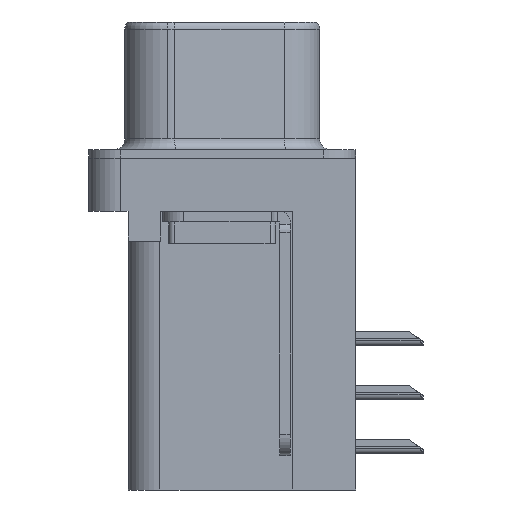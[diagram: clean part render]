
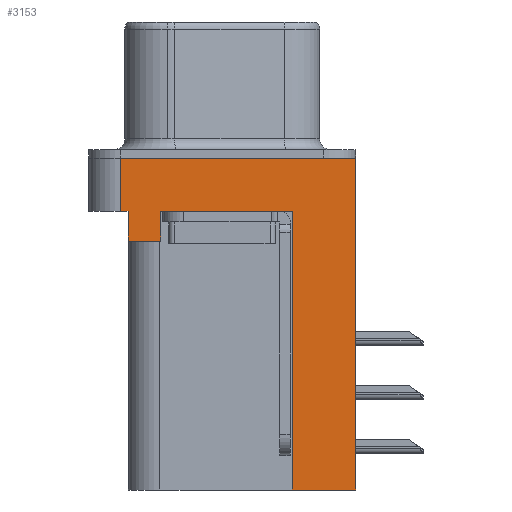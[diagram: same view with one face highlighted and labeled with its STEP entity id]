
A CAD part, left-side view. The second image highlights one B-rep face of the part: STEP entity #3153.
In plain terms, the highlighted planar face has unit normal (-1, 0, 0).
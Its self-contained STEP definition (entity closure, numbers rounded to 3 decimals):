
#259 = ORIENTED_EDGE ( 'NONE', *, *, #1066, .F. ) ;
#584 = VECTOR ( 'NONE', #31057, 1000. ) ;
#743 = FACE_OUTER_BOUND ( 'NONE', #13458, .T. ) ;
#1066 = EDGE_CURVE ( 'NONE', #24800, #30103, #21909, .T. ) ;
#1787 = DIRECTION ( 'NONE',  ( 0., -1., 0. ) ) ;
#1847 = EDGE_CURVE ( 'NONE', #10683, #29615, #31433, .T. ) ;
#2695 = CARTESIAN_POINT ( 'NONE',  ( -2.91, -6.275, -2.5 ) ) ;
#3153 = ADVANCED_FACE ( 'NONE', ( #743 ), #11560, .T. ) ;
#3176 = CARTESIAN_POINT ( 'NONE',  ( -2.91, -6.275, -2.5 ) ) ;
#3310 = CARTESIAN_POINT ( 'NONE',  ( -2.91, 4.425, -3.9 ) ) ;
#3528 = EDGE_CURVE ( 'NONE', #12555, #26006, #10318, .T. ) ;
#3678 = LINE ( 'NONE', #23230, #584 ) ;
#5172 = CARTESIAN_POINT ( 'NONE',  ( -2.91, -6.275, 0. ) ) ;
#5539 = DIRECTION ( 'NONE',  ( 0., 0., 1. ) ) ;
#5614 = EDGE_CURVE ( 'NONE', #28903, #8970, #3678, .T. ) ;
#6060 = EDGE_CURVE ( 'NONE', #24800, #28903, #15542, .T. ) ;
#6272 = CARTESIAN_POINT ( 'NONE',  ( -2.91, 4.425, -3.9 ) ) ;
#6386 = CARTESIAN_POINT ( 'NONE',  ( -2.91, -6.275, -15.6 ) ) ;
#6886 = VECTOR ( 'NONE', #17809, 1000. ) ;
#8970 = VERTEX_POINT ( 'NONE', #10773 ) ;
#9688 = CARTESIAN_POINT ( 'NONE',  ( -2.91, 2.895, -3.9 ) ) ;
#10318 = LINE ( 'NONE', #5172, #30619 ) ;
#10683 = VERTEX_POINT ( 'NONE', #6386 ) ;
#10773 = CARTESIAN_POINT ( 'NONE',  ( -2.91, -3.295, -2.5 ) ) ;
#11469 = DIRECTION ( 'NONE',  ( 0., 0., 1. ) ) ;
#11544 = DIRECTION ( 'NONE',  ( 0., 0., 1. ) ) ;
#11560 = PLANE ( 'NONE',  #29562 ) ;
#12555 = VERTEX_POINT ( 'NONE', #13072 ) ;
#13072 = CARTESIAN_POINT ( 'NONE',  ( -2.91, 4.775, 0. ) ) ;
#13458 = EDGE_LOOP ( 'NONE', ( #28793, #15617, #14349, #26392, #259, #13639, #21731, #18448, #23550, #34732 ) ) ;
#13639 = ORIENTED_EDGE ( 'NONE', *, *, #6060, .T. ) ;
#14349 = ORIENTED_EDGE ( 'NONE', *, *, #24757, .T. ) ;
#14377 = DIRECTION ( 'NONE',  ( 0., 0., 1. ) ) ;
#14460 = CARTESIAN_POINT ( 'NONE',  ( -2.91, 4.425, -2.5 ) ) ;
#14489 = CARTESIAN_POINT ( 'NONE',  ( -2.91, -6.275, -2.5 ) ) ;
#14672 = LINE ( 'NONE', #14489, #18066 ) ;
#14965 = CARTESIAN_POINT ( 'NONE',  ( -2.91, 2.895, -2.5 ) ) ;
#15330 = CARTESIAN_POINT ( 'NONE',  ( -2.91, 4.775, -2.5 ) ) ;
#15413 = CARTESIAN_POINT ( 'NONE',  ( -2.91, -3.295, -15.6 ) ) ;
#15542 = LINE ( 'NONE', #18216, #28424 ) ;
#15617 = ORIENTED_EDGE ( 'NONE', *, *, #29928, .F. ) ;
#15664 = CARTESIAN_POINT ( 'NONE',  ( -2.91, 4.425, -3.9 ) ) ;
#15951 = VECTOR ( 'NONE', #14377, 1000. ) ;
#17809 = DIRECTION ( 'NONE',  ( 0., 0., 1. ) ) ;
#17974 = CARTESIAN_POINT ( 'NONE',  ( -2.91, 4.775, -2.5 ) ) ;
#18066 = VECTOR ( 'NONE', #22506, 1000. ) ;
#18216 = CARTESIAN_POINT ( 'NONE',  ( -2.91, 2.895, -3.9 ) ) ;
#18448 = ORIENTED_EDGE ( 'NONE', *, *, #30275, .F. ) ;
#20750 = DIRECTION ( 'NONE',  ( 0., 1., 0. ) ) ;
#21731 = ORIENTED_EDGE ( 'NONE', *, *, #5614, .T. ) ;
#21873 = CARTESIAN_POINT ( 'NONE',  ( -2.91, -3.295, -15.6 ) ) ;
#21884 = VECTOR ( 'NONE', #11469, 1000. ) ;
#21909 = LINE ( 'NONE', #6272, #24261 ) ;
#21965 = LINE ( 'NONE', #3310, #21884 ) ;
#22032 = EDGE_CURVE ( 'NONE', #10683, #26006, #27545, .T. ) ;
#22506 = DIRECTION ( 'NONE',  ( 0., -1., 0. ) ) ;
#23230 = CARTESIAN_POINT ( 'NONE',  ( -2.91, -6.275, -2.5 ) ) ;
#23550 = ORIENTED_EDGE ( 'NONE', *, *, #1847, .F. ) ;
#24261 = VECTOR ( 'NONE', #27976, 1000. ) ;
#24757 = EDGE_CURVE ( 'NONE', #29983, #26471, #14672, .T. ) ;
#24800 = VERTEX_POINT ( 'NONE', #9688 ) ;
#26006 = VERTEX_POINT ( 'NONE', #34244 ) ;
#26033 = VECTOR ( 'NONE', #20750, 1000. ) ;
#26392 = ORIENTED_EDGE ( 'NONE', *, *, #31059, .F. ) ;
#26471 = VERTEX_POINT ( 'NONE', #14460 ) ;
#27084 = DIRECTION ( 'NONE',  ( 0., 0., 1. ) ) ;
#27545 = LINE ( 'NONE', #3176, #15951 ) ;
#27976 = DIRECTION ( 'NONE',  ( 0., 1., 0. ) ) ;
#28424 = VECTOR ( 'NONE', #27084, 1000. ) ;
#28793 = ORIENTED_EDGE ( 'NONE', *, *, #3528, .F. ) ;
#28903 = VERTEX_POINT ( 'NONE', #14965 ) ;
#29562 = AXIS2_PLACEMENT_3D ( 'NONE', #2695, #32588, #5539 ) ;
#29615 = VERTEX_POINT ( 'NONE', #15413 ) ;
#29928 = EDGE_CURVE ( 'NONE', #29983, #12555, #34015, .T. ) ;
#29983 = VERTEX_POINT ( 'NONE', #15330 ) ;
#30103 = VERTEX_POINT ( 'NONE', #15664 ) ;
#30275 = EDGE_CURVE ( 'NONE', #29615, #8970, #30419, .T. ) ;
#30419 = LINE ( 'NONE', #21873, #34721 ) ;
#30619 = VECTOR ( 'NONE', #1787, 1000. ) ;
#31057 = DIRECTION ( 'NONE',  ( 0., -1., 0. ) ) ;
#31059 = EDGE_CURVE ( 'NONE', #30103, #26471, #21965, .T. ) ;
#31079 = CARTESIAN_POINT ( 'NONE',  ( -2.91, -3.295, -15.6 ) ) ;
#31433 = LINE ( 'NONE', #31079, #26033 ) ;
#32588 = DIRECTION ( 'NONE',  ( -1., 0., 0. ) ) ;
#34015 = LINE ( 'NONE', #17974, #6886 ) ;
#34244 = CARTESIAN_POINT ( 'NONE',  ( -2.91, -6.275, 0. ) ) ;
#34721 = VECTOR ( 'NONE', #11544, 1000. ) ;
#34732 = ORIENTED_EDGE ( 'NONE', *, *, #22032, .T. ) ;
